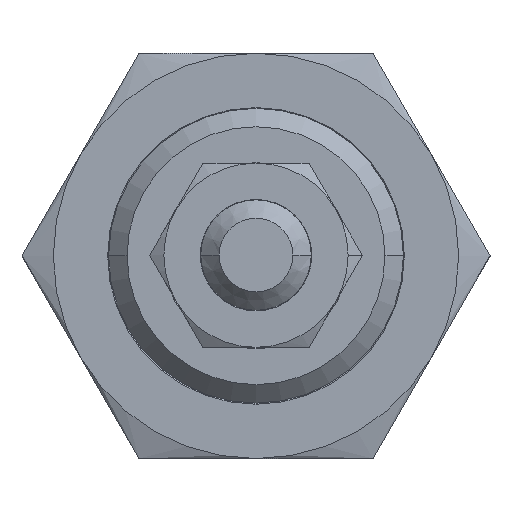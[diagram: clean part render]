
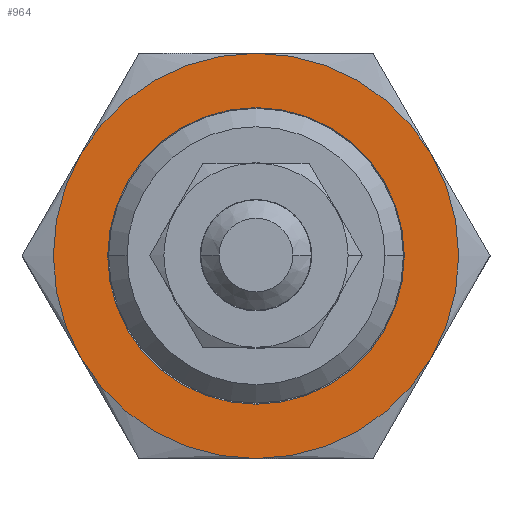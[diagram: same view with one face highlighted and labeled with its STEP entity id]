
A CAD part, top view. The second image highlights one B-rep face of the part: STEP entity #964.
In plain terms, the highlighted planar face has unit normal (0, 0, 1).
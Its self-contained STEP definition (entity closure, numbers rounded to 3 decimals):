
#290 = EDGE_CURVE ( 'NONE', #4392, #3558, #995, .T. ) ;
#330 = ORIENTED_EDGE ( 'NONE', *, *, #8581, .T. ) ;
#575 = CIRCLE ( 'NONE', #7410, 8.05 ) ;
#755 = DIRECTION ( 'NONE',  ( -0.866, -0.5, 0. ) ) ;
#915 = VERTEX_POINT ( 'NONE', #6374 ) ;
#964 = ADVANCED_FACE ( 'NONE', ( #1672, #5407 ), #9120, .F. ) ;
#995 = CIRCLE ( 'NONE', #10364, 11. ) ;
#999 = CARTESIAN_POINT ( 'NONE',  ( -9.526, 5.5, 309. ) ) ;
#1243 = CIRCLE ( 'NONE', #3572, 11. ) ;
#1258 = ORIENTED_EDGE ( 'NONE', *, *, #11149, .F. ) ;
#1672 = FACE_BOUND ( 'NONE', #11056, .T. ) ;
#1839 = DIRECTION ( 'NONE',  ( 0., 0., -1. ) ) ;
#2008 = DIRECTION ( 'NONE',  ( 0., 0., -1. ) ) ;
#2251 = CARTESIAN_POINT ( 'NONE',  ( 0., 0., 309. ) ) ;
#2272 = DIRECTION ( 'NONE',  ( 0., 0., -1. ) ) ;
#2357 = EDGE_LOOP ( 'NONE', ( #1258, #4753, #6377, #8143, #5905, #4285 ) ) ;
#2466 = CARTESIAN_POINT ( 'NONE',  ( -9.526, -5.5, 309. ) ) ;
#2497 = DIRECTION ( 'NONE',  ( 0., 0., -1. ) ) ;
#2563 = CARTESIAN_POINT ( 'NONE',  ( 0., 0., 309. ) ) ;
#2807 = VERTEX_POINT ( 'NONE', #6714 ) ;
#2940 = CIRCLE ( 'NONE', #6052, 11. ) ;
#3190 = DIRECTION ( 'NONE',  ( -0.866, -0.5, 0. ) ) ;
#3227 = DIRECTION ( 'NONE',  ( -0.866, -0.5, 0. ) ) ;
#3354 = AXIS2_PLACEMENT_3D ( 'NONE', #5461, #6137, #755 ) ;
#3517 = CIRCLE ( 'NONE', #5277, 8.05 ) ;
#3558 = VERTEX_POINT ( 'NONE', #5790 ) ;
#3572 = AXIS2_PLACEMENT_3D ( 'NONE', #2251, #11539, #3227 ) ;
#4121 = VERTEX_POINT ( 'NONE', #2466 ) ;
#4147 = AXIS2_PLACEMENT_3D ( 'NONE', #2563, #1839, #9101 ) ;
#4285 = ORIENTED_EDGE ( 'NONE', *, *, #8619, .F. ) ;
#4347 = VERTEX_POINT ( 'NONE', #999 ) ;
#4392 = VERTEX_POINT ( 'NONE', #11211 ) ;
#4753 = ORIENTED_EDGE ( 'NONE', *, *, #10529, .F. ) ;
#4877 = CIRCLE ( 'NONE', #11904, 11. ) ;
#4916 = CARTESIAN_POINT ( 'NONE',  ( -6.972, -4.025, 309. ) ) ;
#5192 = DIRECTION ( 'NONE',  ( -0.866, -0.5, 0. ) ) ;
#5277 = AXIS2_PLACEMENT_3D ( 'NONE', #8920, #2272, #3190 ) ;
#5407 = FACE_OUTER_BOUND ( 'NONE', #2357, .T. ) ;
#5461 = CARTESIAN_POINT ( 'NONE',  ( 0., 0., 309. ) ) ;
#5666 = CARTESIAN_POINT ( 'NONE',  ( 0., 0., 309. ) ) ;
#5790 = CARTESIAN_POINT ( 'NONE',  ( 0., -11., 309. ) ) ;
#5905 = ORIENTED_EDGE ( 'NONE', *, *, #7735, .F. ) ;
#5964 = VERTEX_POINT ( 'NONE', #4916 ) ;
#6052 = AXIS2_PLACEMENT_3D ( 'NONE', #9602, #8003, #11737 ) ;
#6137 = DIRECTION ( 'NONE',  ( 0., 0., -1. ) ) ;
#6374 = CARTESIAN_POINT ( 'NONE',  ( 9.526, 5.5, 309. ) ) ;
#6377 = ORIENTED_EDGE ( 'NONE', *, *, #290, .F. ) ;
#6699 = CIRCLE ( 'NONE', #10987, 11. ) ;
#6709 = DIRECTION ( 'NONE',  ( -0.866, -0.5, 0. ) ) ;
#6714 = CARTESIAN_POINT ( 'NONE',  ( 6.972, 4.025, 309. ) ) ;
#7140 = CARTESIAN_POINT ( 'NONE',  ( 0., 0., 309. ) ) ;
#7362 = VERTEX_POINT ( 'NONE', #11750 ) ;
#7410 = AXIS2_PLACEMENT_3D ( 'NONE', #8963, #11784, #5192 ) ;
#7735 = EDGE_CURVE ( 'NONE', #7362, #915, #4877, .T. ) ;
#7854 = CIRCLE ( 'NONE', #4147, 11. ) ;
#7881 = ORIENTED_EDGE ( 'NONE', *, *, #8104, .T. ) ;
#8003 = DIRECTION ( 'NONE',  ( 0., 0., -1. ) ) ;
#8104 = EDGE_CURVE ( 'NONE', #5964, #2807, #575, .T. ) ;
#8112 = DIRECTION ( 'NONE',  ( -0.866, -0.5, 0. ) ) ;
#8143 = ORIENTED_EDGE ( 'NONE', *, *, #10706, .F. ) ;
#8562 = CARTESIAN_POINT ( 'NONE',  ( 0., 0., 309. ) ) ;
#8581 = EDGE_CURVE ( 'NONE', #2807, #5964, #3517, .T. ) ;
#8619 = EDGE_CURVE ( 'NONE', #4347, #7362, #2940, .T. ) ;
#8920 = CARTESIAN_POINT ( 'NONE',  ( 0., 0., 309. ) ) ;
#8963 = CARTESIAN_POINT ( 'NONE',  ( 0., 0., 309. ) ) ;
#9101 = DIRECTION ( 'NONE',  ( -0.866, -0.5, 0. ) ) ;
#9120 = PLANE ( 'NONE',  #3354 ) ;
#9602 = CARTESIAN_POINT ( 'NONE',  ( 0., 0., 309. ) ) ;
#10364 = AXIS2_PLACEMENT_3D ( 'NONE', #8562, #12020, #8112 ) ;
#10529 = EDGE_CURVE ( 'NONE', #3558, #4121, #6699, .T. ) ;
#10706 = EDGE_CURVE ( 'NONE', #915, #4392, #1243, .T. ) ;
#10987 = AXIS2_PLACEMENT_3D ( 'NONE', #5666, #2008, #6709 ) ;
#11056 = EDGE_LOOP ( 'NONE', ( #330, #7881 ) ) ;
#11149 = EDGE_CURVE ( 'NONE', #4121, #4347, #7854, .T. ) ;
#11211 = CARTESIAN_POINT ( 'NONE',  ( 9.526, -5.5, 309. ) ) ;
#11539 = DIRECTION ( 'NONE',  ( 0., 0., -1. ) ) ;
#11737 = DIRECTION ( 'NONE',  ( -0.866, -0.5, 0. ) ) ;
#11750 = CARTESIAN_POINT ( 'NONE',  ( 0., 11., 309. ) ) ;
#11784 = DIRECTION ( 'NONE',  ( 0., 0., -1. ) ) ;
#11849 = DIRECTION ( 'NONE',  ( -0.866, -0.5, 0. ) ) ;
#11904 = AXIS2_PLACEMENT_3D ( 'NONE', #7140, #2497, #11849 ) ;
#12020 = DIRECTION ( 'NONE',  ( 0., 0., -1. ) ) ;
